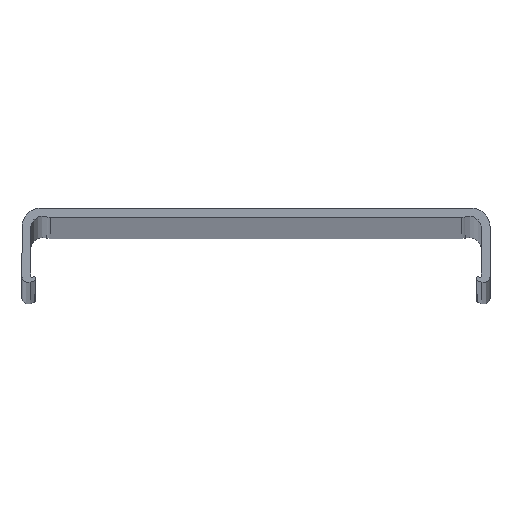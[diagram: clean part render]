
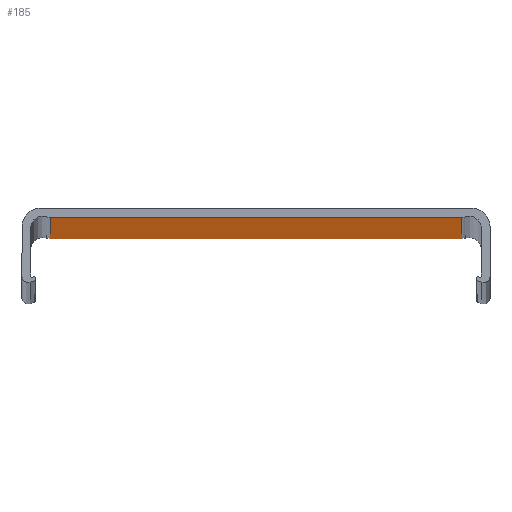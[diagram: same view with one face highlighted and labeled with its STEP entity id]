
A CAD part, top view. The second image highlights one B-rep face of the part: STEP entity #185.
In plain terms, the highlighted planar face has unit normal (0, -1, 0).
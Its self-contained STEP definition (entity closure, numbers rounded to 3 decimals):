
#69 = VERTEX_POINT ( 'NONE', #772 ) ;
#185 = ADVANCED_FACE ( 'NONE', ( #419 ), #529, .F. ) ;
#265 = VERTEX_POINT ( 'NONE', #941 ) ;
#283 = VECTOR ( 'NONE', #623, 1000. ) ;
#288 = VECTOR ( 'NONE', #627, 1000. ) ;
#299 = VECTOR ( 'NONE', #651, 1000. ) ;
#304 = LINE ( 'NONE', #625, #283 ) ;
#306 = LINE ( 'NONE', #638, #288 ) ;
#310 = VECTOR ( 'NONE', #670, 1000. ) ;
#326 = LINE ( 'NONE', #671, #310 ) ;
#350 = LINE ( 'NONE', #637, #299 ) ;
#419 = FACE_OUTER_BOUND ( 'NONE', #541, .T. ) ;
#489 = VERTEX_POINT ( 'NONE', #829 ) ;
#492 = DIRECTION ( 'NONE',  ( 0., 1., 0. ) ) ;
#494 = AXIS2_PLACEMENT_3D ( 'NONE', #535, #492, #506 ) ;
#506 = DIRECTION ( 'NONE',  ( 0., 0., 1. ) ) ;
#529 = PLANE ( 'NONE',  #494 ) ;
#535 = CARTESIAN_POINT ( 'NONE',  ( 33.601, -1.5, 1000. ) ) ;
#541 = EDGE_LOOP ( 'NONE', ( #685, #916, #679, #790 ) ) ;
#584 = VERTEX_POINT ( 'NONE', #742 ) ;
#623 = DIRECTION ( 'NONE',  ( 1., 0., 0. ) ) ;
#625 = CARTESIAN_POINT ( 'NONE',  ( 33.601, -1.5, 1000. ) ) ;
#627 = DIRECTION ( 'NONE',  ( 0., 0., -1. ) ) ;
#628 = EDGE_CURVE ( 'NONE', #265, #584, #326, .T. ) ;
#635 = EDGE_CURVE ( 'NONE', #584, #69, #350, .T. ) ;
#637 = CARTESIAN_POINT ( 'NONE',  ( 33.601, -1.5, -1000. ) ) ;
#638 = CARTESIAN_POINT ( 'NONE',  ( 33.601, -1.5, 1000. ) ) ;
#642 = EDGE_CURVE ( 'NONE', #489, #69, #306, .T. ) ;
#648 = EDGE_CURVE ( 'NONE', #265, #489, #304, .T. ) ;
#651 = DIRECTION ( 'NONE',  ( 1., 0., 0. ) ) ;
#670 = DIRECTION ( 'NONE',  ( 0., 0., -1. ) ) ;
#671 = CARTESIAN_POINT ( 'NONE',  ( -33.601, -1.5, 1000. ) ) ;
#679 = ORIENTED_EDGE ( 'NONE', *, *, #648, .F. ) ;
#685 = ORIENTED_EDGE ( 'NONE', *, *, #635, .T. ) ;
#742 = CARTESIAN_POINT ( 'NONE',  ( -33.601, -1.5, -1000. ) ) ;
#772 = CARTESIAN_POINT ( 'NONE',  ( 33.601, -1.5, -1000. ) ) ;
#790 = ORIENTED_EDGE ( 'NONE', *, *, #628, .T. ) ;
#829 = CARTESIAN_POINT ( 'NONE',  ( 33.601, -1.5, 1000. ) ) ;
#916 = ORIENTED_EDGE ( 'NONE', *, *, #642, .F. ) ;
#941 = CARTESIAN_POINT ( 'NONE',  ( -33.601, -1.5, 1000. ) ) ;
